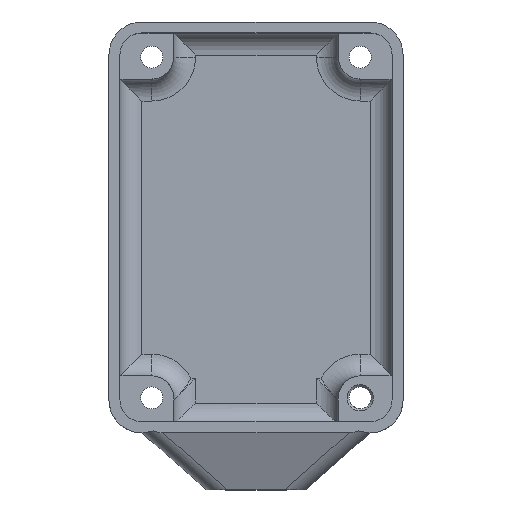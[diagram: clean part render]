
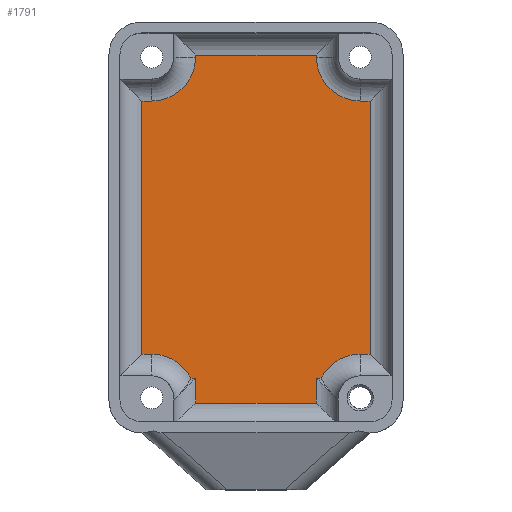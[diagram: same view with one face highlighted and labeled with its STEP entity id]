
A CAD part, top view. The second image highlights one B-rep face of the part: STEP entity #1791.
In plain terms, the highlighted planar face has unit normal (0, 0, 1).
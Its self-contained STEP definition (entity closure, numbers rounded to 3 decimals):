
#75=LINE('',#2632,#238);
#78=LINE('',#2643,#241);
#80=LINE('',#2651,#243);
#81=LINE('',#2655,#244);
#84=LINE('',#2666,#247);
#85=LINE('',#2670,#248);
#88=LINE('',#2692,#251);
#90=LINE('',#2700,#253);
#91=LINE('',#2704,#254);
#93=LINE('',#2715,#256);
#95=LINE('',#2724,#258);
#97=LINE('',#2733,#260);
#99=LINE('',#2756,#262);
#101=LINE('',#2761,#264);
#238=VECTOR('',#2101,4.);
#241=VECTOR('',#2112,10.);
#243=VECTOR('',#2118,10.);
#244=VECTOR('',#2123,10.);
#247=VECTOR('',#2132,10.);
#248=VECTOR('',#2137,10.);
#251=VECTOR('',#2144,10.);
#253=VECTOR('',#2150,10.);
#254=VECTOR('',#2155,10.);
#256=VECTOR('',#2169,10.);
#258=VECTOR('',#2181,10.);
#260=VECTOR('',#2193,10.);
#262=VECTOR('',#2203,10.);
#264=VECTOR('',#2209,10.);
#476=FACE_OUTER_BOUND('',#581,.T.);
#581=EDGE_LOOP('',(#1271,#1272,#1273,#1274,#1275,#1276,#1277,#1278,#1279,
#1280,#1281,#1282,#1283,#1284,#1285,#1286,#1287,#1288));
#689=CIRCLE('',#1922,8.);
#691=CIRCLE('',#1926,8.);
#694=CIRCLE('',#1931,8.);
#696=CIRCLE('',#1935,8.);
#750=VERTEX_POINT('',#2628);
#752=VERTEX_POINT('',#2631);
#756=VERTEX_POINT('',#2641);
#759=VERTEX_POINT('',#2648);
#760=VERTEX_POINT('',#2650);
#761=VERTEX_POINT('',#2654);
#765=VERTEX_POINT('',#2663);
#766=VERTEX_POINT('',#2665);
#767=VERTEX_POINT('',#2669);
#770=VERTEX_POINT('',#2677);
#773=VERTEX_POINT('',#2697);
#774=VERTEX_POINT('',#2699);
#775=VERTEX_POINT('',#2703);
#778=VERTEX_POINT('',#2711);
#780=VERTEX_POINT('',#2719);
#782=VERTEX_POINT('',#2728);
#783=VERTEX_POINT('',#2736);
#785=VERTEX_POINT('',#2755);
#923=EDGE_CURVE('',#750,#752,#75,.T.);
#929=EDGE_CURVE('',#756,#750,#78,.T.);
#932=EDGE_CURVE('',#759,#760,#80,.T.);
#934=EDGE_CURVE('',#760,#761,#81,.T.);
#939=EDGE_CURVE('',#765,#766,#84,.T.);
#941=EDGE_CURVE('',#766,#767,#85,.T.);
#946=EDGE_CURVE('',#770,#756,#88,.T.);
#949=EDGE_CURVE('',#773,#774,#90,.T.);
#951=EDGE_CURVE('',#774,#775,#91,.T.);
#956=EDGE_CURVE('',#778,#770,#689,.T.);
#957=EDGE_CURVE('',#775,#778,#93,.T.);
#960=EDGE_CURVE('',#780,#773,#691,.T.);
#962=EDGE_CURVE('',#767,#780,#95,.T.);
#965=EDGE_CURVE('',#782,#765,#694,.T.);
#967=EDGE_CURVE('',#761,#782,#97,.T.);
#969=EDGE_CURVE('',#783,#759,#696,.T.);
#972=EDGE_CURVE('',#785,#783,#99,.T.);
#975=EDGE_CURVE('',#752,#785,#101,.T.);
#1271=ORIENTED_EDGE('',*,*,#923,.F.);
#1272=ORIENTED_EDGE('',*,*,#929,.F.);
#1273=ORIENTED_EDGE('',*,*,#946,.F.);
#1274=ORIENTED_EDGE('',*,*,#956,.F.);
#1275=ORIENTED_EDGE('',*,*,#957,.F.);
#1276=ORIENTED_EDGE('',*,*,#951,.F.);
#1277=ORIENTED_EDGE('',*,*,#949,.F.);
#1278=ORIENTED_EDGE('',*,*,#960,.F.);
#1279=ORIENTED_EDGE('',*,*,#962,.F.);
#1280=ORIENTED_EDGE('',*,*,#941,.F.);
#1281=ORIENTED_EDGE('',*,*,#939,.F.);
#1282=ORIENTED_EDGE('',*,*,#965,.F.);
#1283=ORIENTED_EDGE('',*,*,#967,.F.);
#1284=ORIENTED_EDGE('',*,*,#934,.F.);
#1285=ORIENTED_EDGE('',*,*,#932,.F.);
#1286=ORIENTED_EDGE('',*,*,#969,.F.);
#1287=ORIENTED_EDGE('',*,*,#972,.F.);
#1288=ORIENTED_EDGE('',*,*,#975,.F.);
#1724=PLANE('',#1941);
#1791=ADVANCED_FACE('',(#476),#1724,.T.);
#1922=AXIS2_PLACEMENT_3D('',#2713,#2165,#2166);
#1926=AXIS2_PLACEMENT_3D('',#2721,#2175,#2176);
#1931=AXIS2_PLACEMENT_3D('',#2730,#2187,#2188);
#1935=AXIS2_PLACEMENT_3D('',#2737,#2197,#2198);
#1941=AXIS2_PLACEMENT_3D('',#2765,#2213,#2214);
#2101=DIRECTION('',(-1.,0.,0.));
#2112=DIRECTION('',(0.,-1.,0.));
#2118=DIRECTION('',(-1.,0.,0.));
#2123=DIRECTION('',(0.,1.,0.));
#2132=DIRECTION('',(0.,1.,0.));
#2137=DIRECTION('',(1.,0.,0.));
#2144=DIRECTION('',(-1.,0.,0.));
#2150=DIRECTION('',(1.,0.,0.));
#2155=DIRECTION('',(0.,-1.,0.));
#2165=DIRECTION('center_axis',(0.,0.,1.));
#2166=DIRECTION('ref_axis',(-0.745,0.667,0.));
#2169=DIRECTION('',(-1.,0.,0.));
#2175=DIRECTION('center_axis',(0.,0.,1.));
#2176=DIRECTION('ref_axis',(-0.707,-0.707,0.));
#2181=DIRECTION('',(0.,-1.,0.));
#2187=DIRECTION('center_axis',(0.,0.,1.));
#2188=DIRECTION('ref_axis',(0.707,-0.707,0.));
#2193=DIRECTION('',(1.,0.,0.));
#2197=DIRECTION('center_axis',(0.,0.,1.));
#2198=DIRECTION('ref_axis',(0.745,0.667,0.));
#2203=DIRECTION('',(-1.,0.,0.));
#2209=DIRECTION('',(0.,1.,0.));
#2213=DIRECTION('center_axis',(0.,0.,1.));
#2214=DIRECTION('ref_axis',(1.,0.,0.));
#2628=CARTESIAN_POINT('',(-15.81,5.464,-18.));
#2631=CARTESIAN_POINT('',(-37.91,5.464,-18.));
#2632=CARTESIAN_POINT('',(-8.,5.464,-18.));
#2641=CARTESIAN_POINT('',(-15.81,9.966,-18.));
#2643=CARTESIAN_POINT('',(-15.81,21.746,-18.));
#2648=CARTESIAN_POINT('',(-45.91,14.41,-18.));
#2650=CARTESIAN_POINT('',(-47.72,14.41,-18.));
#2651=CARTESIAN_POINT('',(-36.385,14.41,-18.));
#2654=CARTESIAN_POINT('',(-47.72,60.64,-18.));
#2655=CARTESIAN_POINT('',(-47.72,21.763,-18.));
#2663=CARTESIAN_POINT('',(-37.91,68.64,-18.));
#2665=CARTESIAN_POINT('',(-37.91,69.05,-18.));
#2666=CARTESIAN_POINT('',(-37.91,53.083,-18.));
#2669=CARTESIAN_POINT('',(-15.81,69.05,-18.));
#2670=CARTESIAN_POINT('',(-37.29,69.05,-18.));
#2677=CARTESIAN_POINT('',(-14.976,9.966,-18.));
#2692=CARTESIAN_POINT('',(-19.323,9.966,-18.));
#2697=CARTESIAN_POINT('',(-7.81,60.64,-18.));
#2699=CARTESIAN_POINT('',(-6.,60.64,-18.));
#2700=CARTESIAN_POINT('',(-17.335,60.64,-18.));
#2703=CARTESIAN_POINT('',(-6.,14.41,-18.));
#2704=CARTESIAN_POINT('',(-6.,53.288,-18.));
#2711=CARTESIAN_POINT('',(-7.81,14.41,-18.));
#2713=CARTESIAN_POINT('Origin',(-7.81,6.41,-18.));
#2715=CARTESIAN_POINT('',(-14.43,14.41,-18.));
#2719=CARTESIAN_POINT('',(-15.81,68.64,-18.));
#2721=CARTESIAN_POINT('Origin',(-7.81,68.64,-18.));
#2724=CARTESIAN_POINT('',(-15.81,55.288,-18.));
#2728=CARTESIAN_POINT('',(-45.91,60.64,-18.));
#2730=CARTESIAN_POINT('Origin',(-45.91,68.64,-18.));
#2733=CARTESIAN_POINT('',(-39.29,60.64,-18.));
#2736=CARTESIAN_POINT('',(-38.744,9.966,-18.));
#2737=CARTESIAN_POINT('Origin',(-45.91,6.41,-18.));
#2755=CARTESIAN_POINT('',(-37.91,9.966,-18.));
#2756=CARTESIAN_POINT('',(-34.385,9.966,-18.));
#2761=CARTESIAN_POINT('',(-37.91,19.763,-18.));
#2765=CARTESIAN_POINT('Origin',(-26.86,37.525,-18.));
